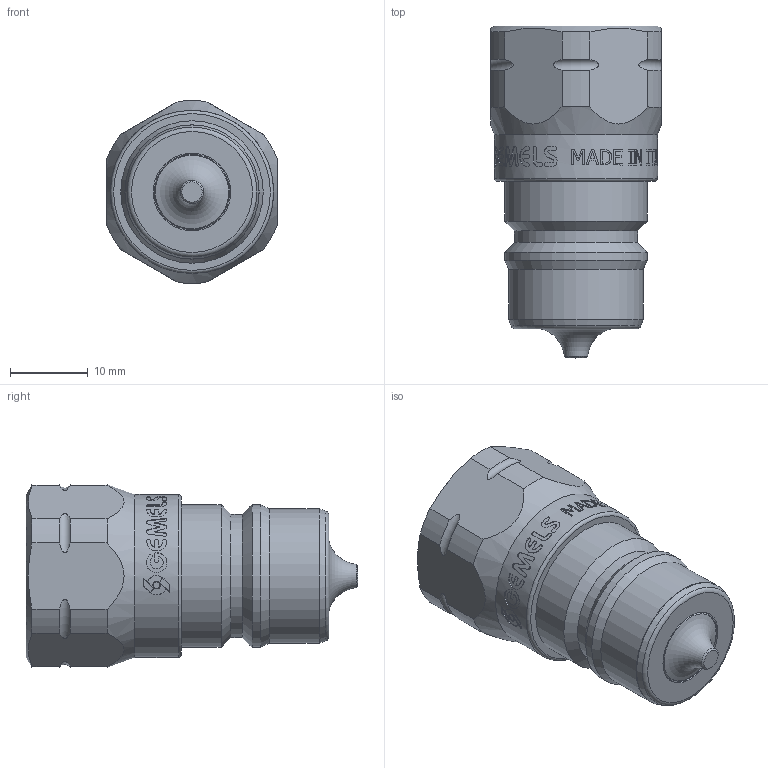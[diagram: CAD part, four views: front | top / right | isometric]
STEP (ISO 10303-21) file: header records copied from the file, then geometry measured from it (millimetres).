
FILE_DESCRIPTION(/* description */ (''),/* implementation_level */ '2;1');
FILE_NAME(/* name */ 'NC01N020000.stp',/* time_stamp */ '2024-08-08T14:07:10+02:00',/* author */ ('nicholas.facchinetti'),/* organization */ (''),/* preprocessor_version */ 'ST-DEVELOPER v19.2',/* originating_system */ 'Autodesk Inventor 2024',/* authorisation */ '');
FILE_SCHEMA (('AUTOMOTIVE_DESIGN { 1 0 10303 214 3 1 1 }'));
Length unit declared in the file: millimetre
Products named in the file (1): Parte7
Bounding box: 22 x 42.75 x 23.57 mm (x, y, z)
Volume: 10542.9 mm3; surface area: 3699 mm2
Topology: 3 solids, 3 shells, 658 faces, 1851 edges, 1234 vertices
Faces by surface type: bspline 403, plane 180, cylinder 55, cone 10, torus 10
Full cylindrical faces by diameter (mm): 10 x1, 15 x1, 15.85 x1, 17.3 x1, 18.35 x2, 21 x1
Entity records: 28268 total; most frequent: CARTESIAN_POINT 13164, ORIENTED_EDGE 3702, EDGE_CURVE 1851, DIRECTION 1770, VERTEX_POINT 1234, B_SPLINE_CURVE_WITH_KNOTS 839, LINE 738, VECTOR 738
